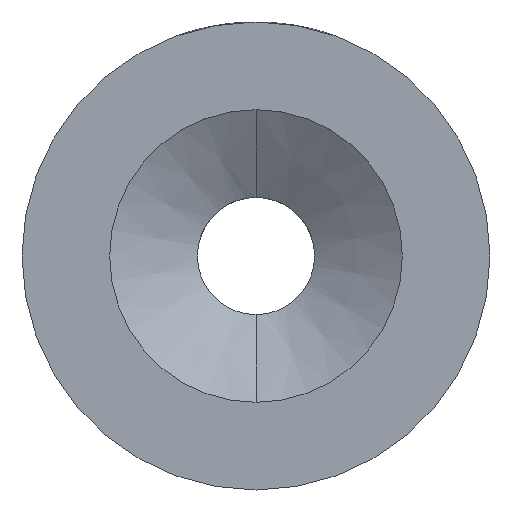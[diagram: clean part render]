
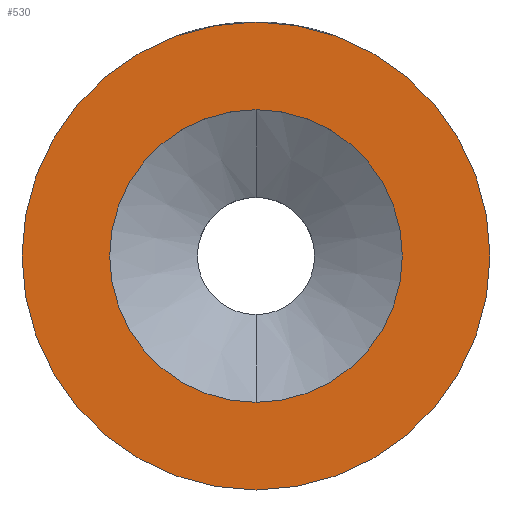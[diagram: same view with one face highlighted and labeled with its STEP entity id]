
A CAD part, front view. The second image highlights one B-rep face of the part: STEP entity #530.
In plain terms, the highlighted planar face has unit normal (0, -1, 0).
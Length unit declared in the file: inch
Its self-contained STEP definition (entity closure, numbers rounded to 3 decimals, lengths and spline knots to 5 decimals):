
#24 = CARTESIAN_POINT ( 'NONE',  ( 0., 0., -0.24985 ) ) ;
#35 = CIRCLE ( 'NONE', #827, 0.15625 ) ;
#98 = AXIS2_PLACEMENT_3D ( 'NONE', #482, #404, #641 ) ;
#118 = FACE_BOUND ( 'NONE', #362, .T. ) ;
#127 = DIRECTION ( 'NONE',  ( 0., 0., -1. ) ) ;
#128 = DIRECTION ( 'NONE',  ( 0., -1., 0. ) ) ;
#129 = CARTESIAN_POINT ( 'NONE',  ( 0., 0., 0. ) ) ;
#139 = EDGE_CURVE ( 'NONE', #554, #844, #288, .T. ) ;
#213 = EDGE_CURVE ( 'NONE', #844, #554, #277, .T. ) ;
#236 = FACE_OUTER_BOUND ( 'NONE', #612, .T. ) ;
#251 = CIRCLE ( 'NONE', #370, 0.15625 ) ;
#277 = CIRCLE ( 'NONE', #845, 0.24985 ) ;
#288 = CIRCLE ( 'NONE', #760, 0.24985 ) ;
#299 = EDGE_CURVE ( 'NONE', #462, #480, #251, .T. ) ;
#348 = CARTESIAN_POINT ( 'NONE',  ( 0., 0., -0.15625 ) ) ;
#362 = EDGE_LOOP ( 'NONE', ( #798, #415 ) ) ;
#370 = AXIS2_PLACEMENT_3D ( 'NONE', #810, #801, #794 ) ;
#383 = ORIENTED_EDGE ( 'NONE', *, *, #213, .F. ) ;
#399 = PLANE ( 'NONE',  #98 ) ;
#404 = DIRECTION ( 'NONE',  ( 0., 1., 0. ) ) ;
#415 = ORIENTED_EDGE ( 'NONE', *, *, #299, .F. ) ;
#462 = VERTEX_POINT ( 'NONE', #590 ) ;
#480 = VERTEX_POINT ( 'NONE', #348 ) ;
#482 = CARTESIAN_POINT ( 'NONE',  ( 0., 0., 0. ) ) ;
#522 = CARTESIAN_POINT ( 'NONE',  ( 0., 0., 0.24985 ) ) ;
#530 = ADVANCED_FACE ( 'NONE', ( #118, #236 ), #399, .F. ) ;
#554 = VERTEX_POINT ( 'NONE', #522 ) ;
#590 = CARTESIAN_POINT ( 'NONE',  ( 0., 0., 0.15625 ) ) ;
#612 = EDGE_LOOP ( 'NONE', ( #383, #764 ) ) ;
#620 = CARTESIAN_POINT ( 'NONE',  ( 0., 0., 0. ) ) ;
#641 = DIRECTION ( 'NONE',  ( 0., 0., 1. ) ) ;
#698 = CARTESIAN_POINT ( 'NONE',  ( 0., 0., 0. ) ) ;
#722 = EDGE_CURVE ( 'NONE', #480, #462, #35, .T. ) ;
#760 = AXIS2_PLACEMENT_3D ( 'NONE', #620, #811, #846 ) ;
#764 = ORIENTED_EDGE ( 'NONE', *, *, #139, .F. ) ;
#784 = DIRECTION ( 'NONE',  ( 0., 0., 1. ) ) ;
#794 = DIRECTION ( 'NONE',  ( 0., 0., -1. ) ) ;
#798 = ORIENTED_EDGE ( 'NONE', *, *, #722, .F. ) ;
#801 = DIRECTION ( 'NONE',  ( 0., -1., 0. ) ) ;
#805 = DIRECTION ( 'NONE',  ( 0., 1., 0. ) ) ;
#810 = CARTESIAN_POINT ( 'NONE',  ( 0., 0., 0. ) ) ;
#811 = DIRECTION ( 'NONE',  ( 0., 1., 0. ) ) ;
#827 = AXIS2_PLACEMENT_3D ( 'NONE', #129, #128, #127 ) ;
#844 = VERTEX_POINT ( 'NONE', #24 ) ;
#845 = AXIS2_PLACEMENT_3D ( 'NONE', #698, #805, #784 ) ;
#846 = DIRECTION ( 'NONE',  ( 0., 0., 1. ) ) ;
